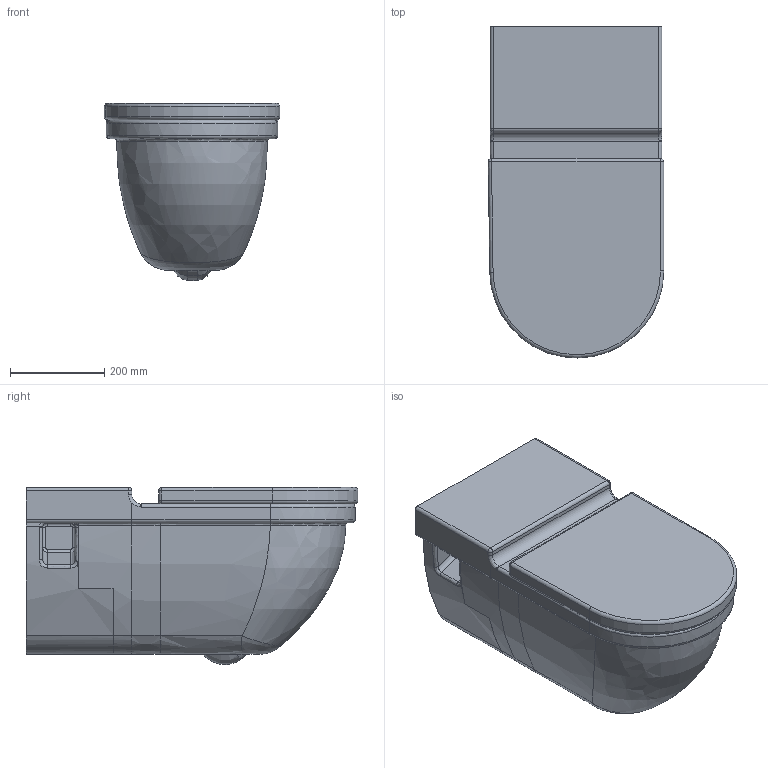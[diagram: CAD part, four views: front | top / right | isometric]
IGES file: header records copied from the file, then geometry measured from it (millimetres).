
Global section: file name: No Iges File Name specified; native system: AutoDesk Inventor R11.0; preprocessor: AutoDesk Inventor Iges Exporter R11.0; author: No Author specified; organization: No Organization specified; date: 20070806.134559; units: millimetre
Bounding box: 373.23 x 705.89 x 376.42 mm (x, y, z)
Volume: 51749740.5 mm3; surface area: 1638481 mm2
Topology: 3 solids, 5 shells, 231 faces, 553 edges, 329 vertices
Faces by surface type: bspline 80, plane 51, revolution 44, cylinder 29, torus 19, sphere 8
